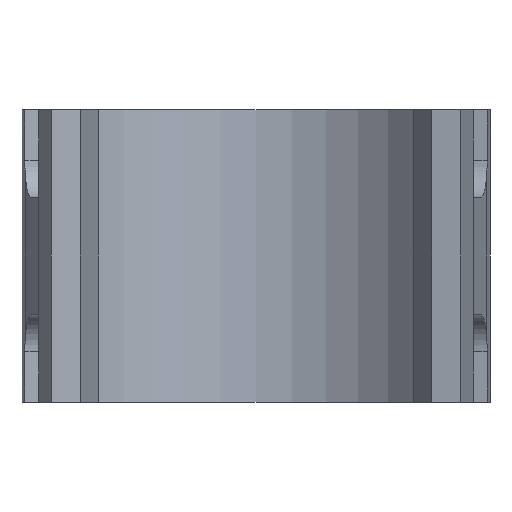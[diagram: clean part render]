
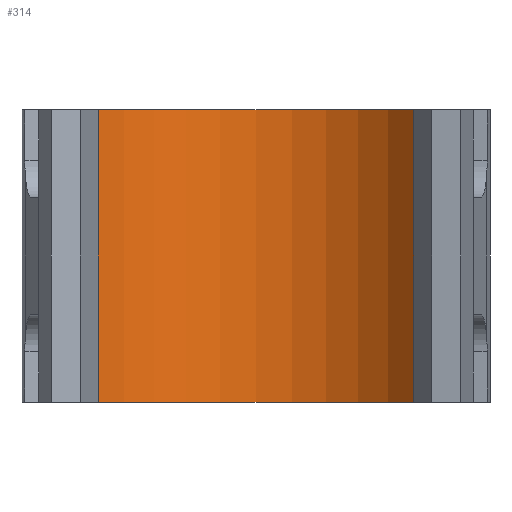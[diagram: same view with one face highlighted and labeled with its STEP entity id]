
A CAD part, front view. The second image highlights one B-rep face of the part: STEP entity #314.
In plain terms, the highlighted cylindrical face has radius 8.89 mm (diameter 17.78 mm), a partial arc.
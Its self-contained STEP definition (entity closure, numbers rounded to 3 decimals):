
#7 = AXIS2_PLACEMENT_3D ( 'NONE', #1359, #1353, #103 ) ;
#103 = DIRECTION ( 'NONE',  ( -1., 0., 0. ) ) ;
#119 = EDGE_CURVE ( 'NONE', #1300, #589, #802, .T. ) ;
#125 = DIRECTION ( 'NONE',  ( 0., 0., -1. ) ) ;
#139 = EDGE_CURVE ( 'NONE', #766, #1300, #1019, .T. ) ;
#154 = AXIS2_PLACEMENT_3D ( 'NONE', #815, #806, #1029 ) ;
#240 = FACE_OUTER_BOUND ( 'NONE', #1282, .T. ) ;
#252 = CARTESIAN_POINT ( 'NONE',  ( -8.89, 0., -6.35 ) ) ;
#306 = CARTESIAN_POINT ( 'NONE',  ( 8.89, 0., -6.35 ) ) ;
#314 = ADVANCED_FACE ( 'NONE', ( #240 ), #1104, .F. ) ;
#369 = ORIENTED_EDGE ( 'NONE', *, *, #958, .T. ) ;
#430 = CARTESIAN_POINT ( 'NONE',  ( -8.89, 0., 6.35 ) ) ;
#433 = VERTEX_POINT ( 'NONE', #1285 ) ;
#514 = CARTESIAN_POINT ( 'NONE',  ( 8.89, 0., 6.35 ) ) ;
#589 = VERTEX_POINT ( 'NONE', #252 ) ;
#631 = DIRECTION ( 'NONE',  ( 1., 0., 0. ) ) ;
#666 = EDGE_CURVE ( 'NONE', #766, #433, #1331, .T. ) ;
#730 = DIRECTION ( 'NONE',  ( 0., 0., -1. ) ) ;
#766 = VERTEX_POINT ( 'NONE', #514 ) ;
#802 = CIRCLE ( 'NONE', #1209, 8.89 ) ;
#806 = DIRECTION ( 'NONE',  ( 0., 0., 1. ) ) ;
#815 = CARTESIAN_POINT ( 'NONE',  ( 0., 0., 6.35 ) ) ;
#823 = VECTOR ( 'NONE', #730, 1000. ) ;
#842 = ORIENTED_EDGE ( 'NONE', *, *, #139, .F. ) ;
#870 = VECTOR ( 'NONE', #125, 1000. ) ;
#958 = EDGE_CURVE ( 'NONE', #433, #589, #1346, .T. ) ;
#1019 = LINE ( 'NONE', #1042, #823 ) ;
#1029 = DIRECTION ( 'NONE',  ( 1., 0., 0. ) ) ;
#1030 = DIRECTION ( 'NONE',  ( 0., 0., 1. ) ) ;
#1042 = CARTESIAN_POINT ( 'NONE',  ( 8.89, 0., 6.35 ) ) ;
#1082 = ORIENTED_EDGE ( 'NONE', *, *, #666, .T. ) ;
#1104 = CYLINDRICAL_SURFACE ( 'NONE', #7, 8.89 ) ;
#1132 = CARTESIAN_POINT ( 'NONE',  ( 0., 0., -6.35 ) ) ;
#1197 = ORIENTED_EDGE ( 'NONE', *, *, #119, .F. ) ;
#1209 = AXIS2_PLACEMENT_3D ( 'NONE', #1132, #1030, #631 ) ;
#1282 = EDGE_LOOP ( 'NONE', ( #842, #1082, #369, #1197 ) ) ;
#1285 = CARTESIAN_POINT ( 'NONE',  ( -8.89, 0., 6.35 ) ) ;
#1300 = VERTEX_POINT ( 'NONE', #306 ) ;
#1331 = CIRCLE ( 'NONE', #154, 8.89 ) ;
#1346 = LINE ( 'NONE', #430, #870 ) ;
#1353 = DIRECTION ( 'NONE',  ( 0., 0., -1. ) ) ;
#1359 = CARTESIAN_POINT ( 'NONE',  ( 0., 0., 6.35 ) ) ;
